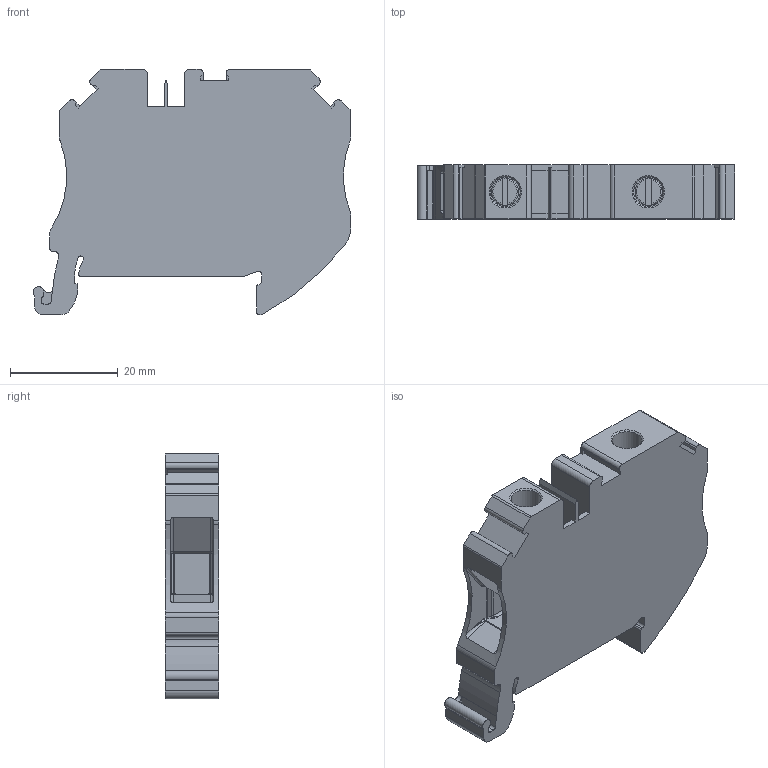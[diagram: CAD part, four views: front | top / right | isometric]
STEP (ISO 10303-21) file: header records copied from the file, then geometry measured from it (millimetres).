
FILE_DESCRIPTION(/* description */ ('Unknown'),/* implementation_level */ '2;1');
FILE_NAME(/* name */ 'TGQ10_3D_SOLID',/* time_stamp */ '2021-04-30T15:16:59+06:00',/* author */ ('Unknown'),/* organization */ ('Unknown'),/* preprocessor_version */ 'ST-DEVELOPER v16.7',/* originating_system */ 'DEX',/* authorisation */ $);
FILE_SCHEMA (('AUTOMOTIVE_DESIGN {1 0 10303 214 3 1 1}'));
Length unit declared in the file: millimetre
Products named in the file (1): TGQ10_SOLID
Bounding box: 58.85 x 10 x 45.5 mm (x, y, z)
Volume: 16686.9 mm3; surface area: 8439.9 mm2
Topology: 1 solids, 1 shells, 236 faces, 653 edges, 414 vertices
Faces by surface type: plane 113, cylinder 93, bspline 17, torus 7, sphere 4, cone 2
Full cylindrical faces by diameter (mm): 4 x2, 5 x2, 5.5 x2
Entity records: 9274 total; most frequent: CARTESIAN_POINT 1652, ORIENTED_EDGE 1256, DIRECTION 1243, EDGE_CURVE 628, AXIS2_PLACEMENT_3D 428, VERTEX_POINT 410, LINE 387, VECTOR 387
